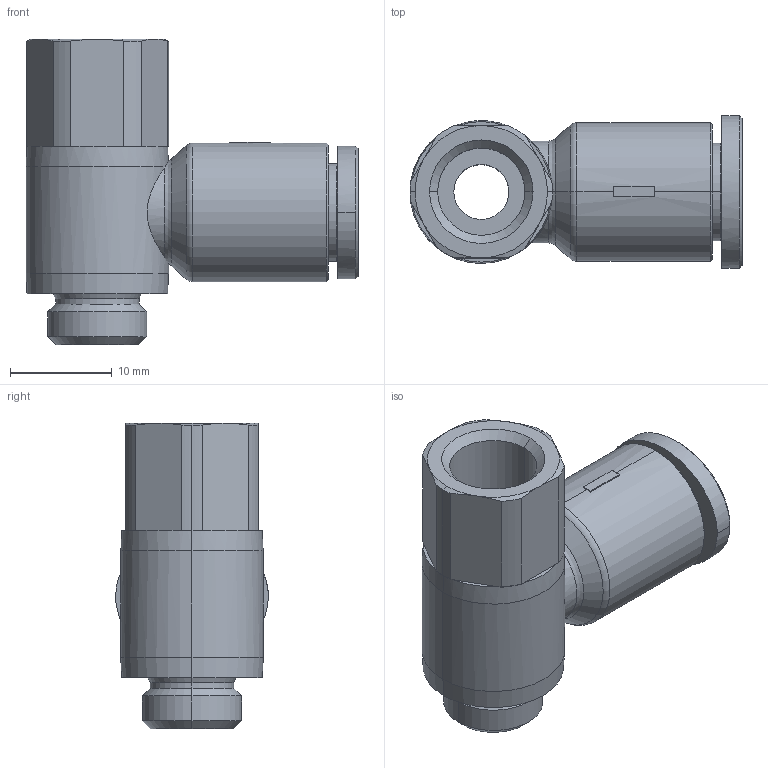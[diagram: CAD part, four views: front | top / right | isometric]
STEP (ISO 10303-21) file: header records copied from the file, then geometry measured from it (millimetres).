
FILE_DESCRIPTION((''),'2;1');
FILE_NAME('GPHF_08G01-G01(3D).stp','2012-12-20T17:30:43',(''),(''),'Mechanical Desktop.R8.0.24.0','Mechanical Desktop.R8.0.24.0',', , ');
FILE_SCHEMA(('CONFIG_CONTROL_DESIGN'));
Length unit declared in the file: millimetre
Products named in the file (2): GPHF_08G01-G01(3D); 睡ヶ1
Assembly tree (1 placements, depth 2):
  GPHF_08G01-G01(3D)
    睡ヶ1
Bounding box: 32.6 x 15 x 30 mm (x, y, z)
Volume: 4626.7 mm3; surface area: 4619 mm2
Topology: 1 solids, 1 shells, 474 faces, 1293 edges, 844 vertices
Faces by surface type: plane 366, cylinder 39, cone 36, bspline 31, torus 2
Entity records: 15679 total; most frequent: CARTESIAN_POINT 3592, ORIENTED_EDGE 2586, DIRECTION 2345, EDGE_CURVE 1293, VECTOR 1081, LINE 1081, VERTEX_POINT 844, AXIS2_PLACEMENT_3D 632
